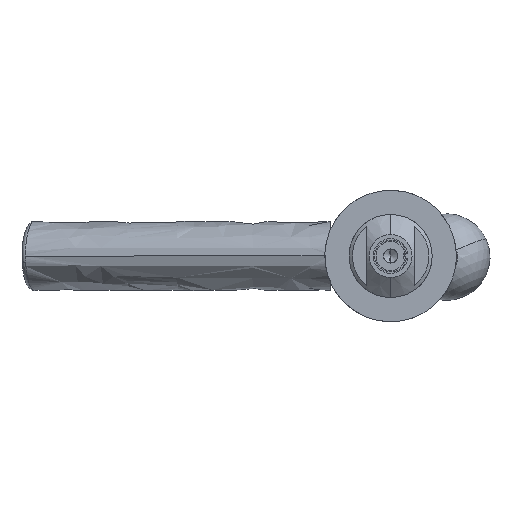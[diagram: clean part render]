
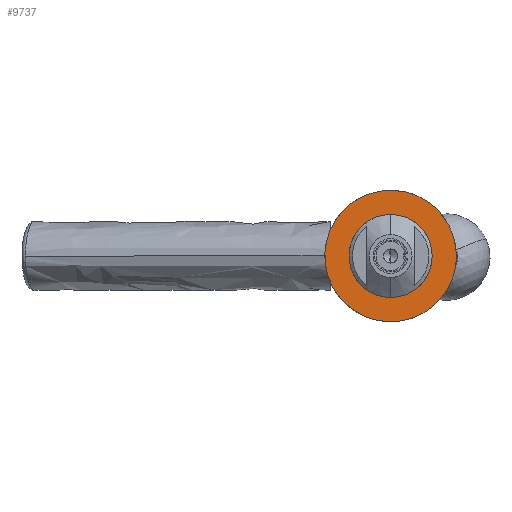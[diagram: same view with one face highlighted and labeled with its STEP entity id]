
A CAD part, left-side view. The second image highlights one B-rep face of the part: STEP entity #9737.
In plain terms, the highlighted planar face has unit normal (-1, 0, 0).
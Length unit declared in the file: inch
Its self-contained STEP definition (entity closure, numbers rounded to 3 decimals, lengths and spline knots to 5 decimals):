
#116 = DIRECTION ( 'NONE',  ( -1., 0., 0. ) ) ;
#191 = EDGE_LOOP ( 'NONE', ( #4675, #16679 ) ) ;
#454 = EDGE_LOOP ( 'NONE', ( #15963, #16116 ) ) ;
#723 = EDGE_CURVE ( 'NONE', #4046, #16669, #11482, .T. ) ;
#2129 = CARTESIAN_POINT ( 'NONE',  ( -4.408, 0.57272, -0.17887 ) ) ;
#2243 = FACE_OUTER_BOUND ( 'NONE', #454, .T. ) ;
#2340 = CARTESIAN_POINT ( 'NONE',  ( -4.408, -0.28321, -0.9068 ) ) ;
#2733 = EDGE_CURVE ( 'NONE', #7426, #8377, #14254, .T. ) ;
#3098 = CIRCLE ( 'NONE', #4477, 0.6 ) ;
#3322 = PLANE ( 'NONE',  #11674 ) ;
#3397 = CARTESIAN_POINT ( 'NONE',  ( -4.408, 0., 0. ) ) ;
#4046 = VERTEX_POINT ( 'NONE', #14303 ) ;
#4299 = CARTESIAN_POINT ( 'NONE',  ( -4.408, 0., 0. ) ) ;
#4477 = AXIS2_PLACEMENT_3D ( 'NONE', #4909, #8641, #15344 ) ;
#4484 = CIRCLE ( 'NONE', #15501, 0.95 ) ;
#4675 = ORIENTED_EDGE ( 'NONE', *, *, #2733, .F. ) ;
#4701 = DIRECTION ( 'NONE',  ( 0., 0.955, -0.298 ) ) ;
#4909 = CARTESIAN_POINT ( 'NONE',  ( -4.408, 0., 0. ) ) ;
#5542 = DIRECTION ( 'NONE',  ( 0., 0.955, -0.298 ) ) ;
#6153 = EDGE_CURVE ( 'NONE', #8377, #7426, #3098, .T. ) ;
#6321 = DIRECTION ( 'NONE',  ( 1., 0., 0. ) ) ;
#7426 = VERTEX_POINT ( 'NONE', #2129 ) ;
#7518 = DIRECTION ( 'NONE',  ( -1., 0., 0. ) ) ;
#7700 = DIRECTION ( 'NONE',  ( 0., 0.955, -0.298 ) ) ;
#8114 = AXIS2_PLACEMENT_3D ( 'NONE', #3397, #16558, #4701 ) ;
#8377 = VERTEX_POINT ( 'NONE', #10626 ) ;
#8641 = DIRECTION ( 'NONE',  ( -1., 0., 0. ) ) ;
#8814 = EDGE_CURVE ( 'NONE', #16669, #4046, #4484, .T. ) ;
#8916 = AXIS2_PLACEMENT_3D ( 'NONE', #17178, #7518, #7700 ) ;
#9737 = ADVANCED_FACE ( 'NONE', ( #10284, #2243 ), #3322, .F. ) ;
#10284 = FACE_BOUND ( 'NONE', #191, .T. ) ;
#10626 = CARTESIAN_POINT ( 'NONE',  ( -4.408, -0.57272, 0.17887 ) ) ;
#10708 = CARTESIAN_POINT ( 'NONE',  ( -4.408, 0.9068, -0.28321 ) ) ;
#11482 = CIRCLE ( 'NONE', #8114, 0.95 ) ;
#11674 = AXIS2_PLACEMENT_3D ( 'NONE', #2340, #6321, #11698 ) ;
#11698 = DIRECTION ( 'NONE',  ( 0., -0.955, 0.298 ) ) ;
#14254 = CIRCLE ( 'NONE', #8916, 0.6 ) ;
#14303 = CARTESIAN_POINT ( 'NONE',  ( -4.408, -0.9068, 0.28321 ) ) ;
#15344 = DIRECTION ( 'NONE',  ( 0., 0.955, -0.298 ) ) ;
#15501 = AXIS2_PLACEMENT_3D ( 'NONE', #4299, #116, #5542 ) ;
#15963 = ORIENTED_EDGE ( 'NONE', *, *, #8814, .T. ) ;
#16116 = ORIENTED_EDGE ( 'NONE', *, *, #723, .T. ) ;
#16558 = DIRECTION ( 'NONE',  ( -1., 0., 0. ) ) ;
#16669 = VERTEX_POINT ( 'NONE', #10708 ) ;
#16679 = ORIENTED_EDGE ( 'NONE', *, *, #6153, .F. ) ;
#17178 = CARTESIAN_POINT ( 'NONE',  ( -4.408, 0., 0. ) ) ;
